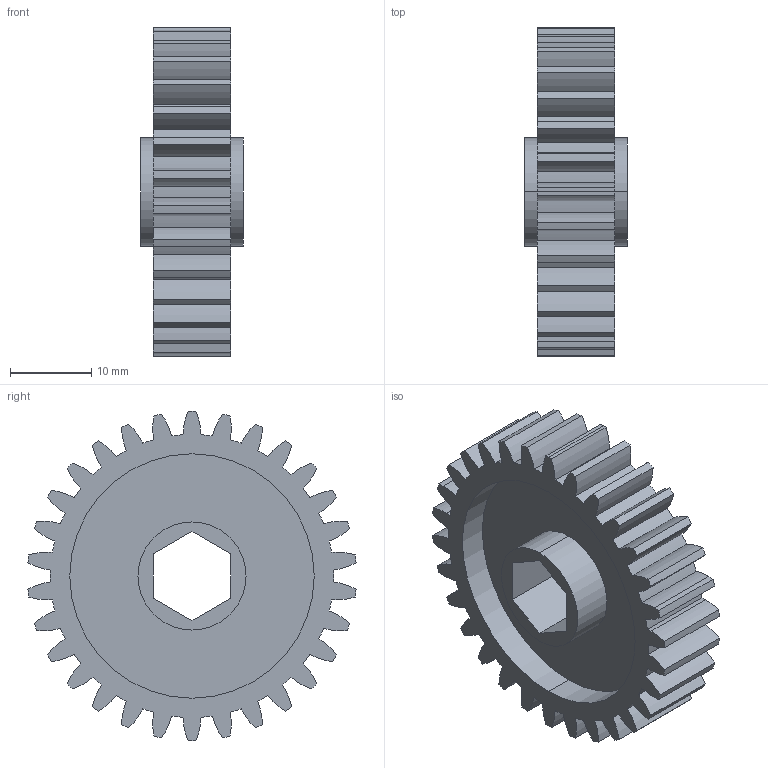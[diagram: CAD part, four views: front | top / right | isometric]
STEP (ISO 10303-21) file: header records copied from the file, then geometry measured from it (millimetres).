
FILE_DESCRIPTION (( 'STEP AP214' ), '1' );
FILE_NAME ('am-3536 30T 20DP 375hex 375 FW.STEP', '2016-11-30T20:45:46', ( '' ), ( '' ), 'SwSTEP 2.0', 'SolidWorks 2014', '' );
FILE_SCHEMA (( 'AUTOMOTIVE_DESIGN' ));
Length unit declared in the file: inch
Products named in the file (1): am-3536 30T 20DP 375hex 375 FW
Bounding box: 12.7 x 40.51 x 40.64 mm (x, y, z)
Volume: 6022.7 mm3; surface area: 5948.2 mm2
Topology: 1 solids, 1 shells, 145 faces, 417 edges, 278 vertices
Faces by surface type: cylinder 133, plane 12
Entity records: 4961 total; most frequent: DIRECTION 975, CARTESIAN_POINT 841, ORIENTED_EDGE 834, EDGE_CURVE 417, AXIS2_PLACEMENT_3D 412, VERTEX_POINT 278, CIRCLE 266, EDGE_LOOP 151
